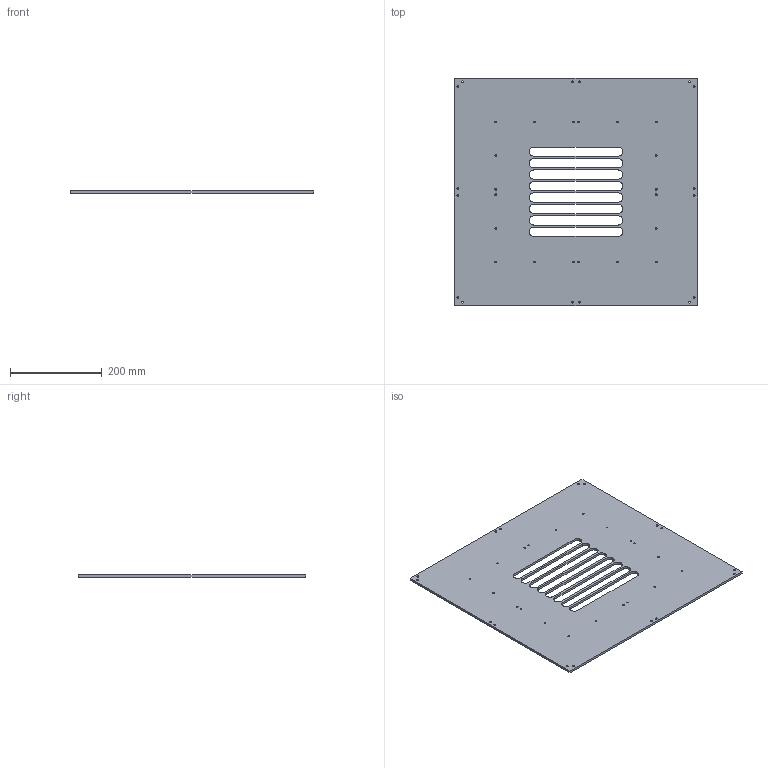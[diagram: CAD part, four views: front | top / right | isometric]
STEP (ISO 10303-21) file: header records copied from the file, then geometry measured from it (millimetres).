
FILE_DESCRIPTION(/* description */ (''),/* implementation_level */ '2;1');
FILE_NAME(/* name */ 'Cover Top Panel.step',/* time_stamp */ '2021-06-22T11:01:42+02:00',/* author */ (''),/* organization */ (''),/* preprocessor_version */ 'ST-DEVELOPER v18.1',/* originating_system */ 'Autodesk Translation Framework v10.9.0.1377',/* authorisation */ '');
FILE_SCHEMA (('AUTOMOTIVE_DESIGN { 1 0 10303 214 3 1 1 }'));
Length unit declared in the file: millimetre
Products named in the file (1): Cover Top Panel
Bounding box: 530 x 495 x 5 mm (x, y, z)
Volume: 1149744.9 mm3; surface area: 489603.2 mm2
Topology: 1 solids, 1 shells, 78 faces, 228 edges, 152 vertices
Faces by surface type: cylinder 56, plane 22
Full cylindrical faces by diameter (mm): 3.5 x20, 4.5 x16
Entity records: 2853 total; most frequent: DIRECTION 498, CARTESIAN_POINT 459, ORIENTED_EDGE 456, EDGE_CURVE 228, AXIS2_PLACEMENT_3D 191, EDGE_LOOP 166, VERTEX_POINT 152, LINE 116
